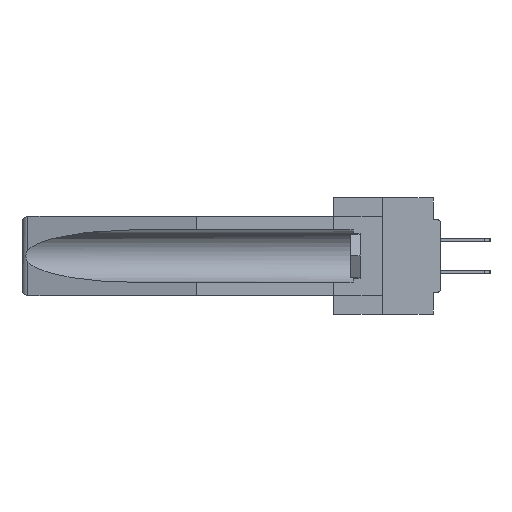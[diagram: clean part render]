
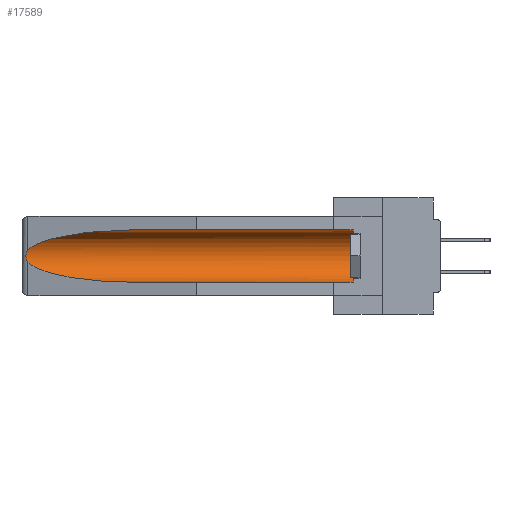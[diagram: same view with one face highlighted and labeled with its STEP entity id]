
A CAD part, left-side view. The second image highlights one B-rep face of the part: STEP entity #17589.
In plain terms, the highlighted cylindrical face has radius 2.857 mm (diameter 5.715 mm), a partial arc.
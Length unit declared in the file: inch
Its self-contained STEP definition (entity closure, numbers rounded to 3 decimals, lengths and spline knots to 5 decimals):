
#818 = CARTESIAN_POINT ( 'NONE',  ( 0.25451, 1.48313, -0.24835 ) ) ;
#1016 =( BOUNDED_CURVE ( )  B_SPLINE_CURVE ( 3, ( #37239, #19982, #8344, #2892 ),
 .UNSPECIFIED., .F., .F. ) 
 B_SPLINE_CURVE_WITH_KNOTS ( ( 4, 4 ),
 ( 4.71239, 6.08839 ),
 .UNSPECIFIED. ) 
 CURVE ( )  GEOMETRIC_REPRESENTATION_ITEM ( )  RATIONAL_B_SPLINE_CURVE ( ( 1., 0.848, 0.848, 1. ) ) 
 REPRESENTATION_ITEM ( '' )  );
#1511 = CARTESIAN_POINT ( 'NONE',  ( 0.2673, 1.5327, -0.16383 ) ) ;
#2892 = CARTESIAN_POINT ( 'NONE',  ( 0.26537, 1.52718, -0.14972 ) ) ;
#3923 = CARTESIAN_POINT ( 'NONE',  ( 0.26597, 1.52961, -0.15275 ) ) ;
#4409 = CARTESIAN_POINT ( 'NONE',  ( 0.2673, 1.53269, -0.17917 ) ) ;
#6493 = ORIENTED_EDGE ( 'NONE', *, *, #10925, .F. ) ;
#7590 = CARTESIAN_POINT ( 'NONE',  ( 0.26597, 1.5296, -0.19026 ) ) ;
#7706 = VERTEX_POINT ( 'NONE', #7719 ) ;
#7719 = CARTESIAN_POINT ( 'NONE',  ( 0.26537, 1.52718, -0.14972 ) ) ;
#8074 = ORIENTED_EDGE ( 'NONE', *, *, #9046, .T. ) ;
#8344 = CARTESIAN_POINT ( 'NONE',  ( 0.25451, 1.48313, -0.09465 ) ) ;
#8950 = ORIENTED_EDGE ( 'NONE', *, *, #18175, .T. ) ;
#9046 = EDGE_CURVE ( 'NONE', #31697, #31482, #27499, .T. ) ;
#10925 = EDGE_CURVE ( 'NONE', #28464, #20967, #17461, .T. ) ;
#10994 = DIRECTION ( 'NONE',  ( 0., 0., 1. ) ) ;
#11639 = B_SPLINE_CURVE_WITH_KNOTS ( 'NONE', 3,
 ( #27136, #3923, #16180, #1511, #13424, #33052, #4409, #15792, #7590, #36319 ),
 .UNSPECIFIED., .F., .F.,
 ( 4, 2, 2, 2, 4 ),
 ( 0., 0.00029, 0.00058, 0.00087, 0.00117 ),
 .UNSPECIFIED. ) ;
#11693 = EDGE_CURVE ( 'NONE', #31482, #7706, #1016, .T. ) ;
#13110 = CARTESIAN_POINT ( 'NONE',  ( 0.155, 1.07973, -0.284 ) ) ;
#13424 = CARTESIAN_POINT ( 'NONE',  ( 0.2675, 1.53308, -0.16763 ) ) ;
#13552 = DIRECTION ( 'NONE',  ( 0., 0., 1. ) ) ;
#14096 = DIRECTION ( 'NONE',  ( 0., 1., 0. ) ) ;
#15576 = CARTESIAN_POINT ( 'NONE',  ( 0.155, 0.126, -0.284 ) ) ;
#15792 = CARTESIAN_POINT ( 'NONE',  ( 0.26655, 1.53094, -0.18657 ) ) ;
#16180 = CARTESIAN_POINT ( 'NONE',  ( 0.26654, 1.53092, -0.15636 ) ) ;
#16978 = CARTESIAN_POINT ( 'NONE',  ( 0.155, -0.30754, -0.059 ) ) ;
#17056 = CARTESIAN_POINT ( 'NONE',  ( 0.155, 0.126, -0.059 ) ) ;
#17461 = LINE ( 'NONE', #29980, #24196 ) ;
#17589 = ADVANCED_FACE ( 'NONE', ( #23471 ), #28411, .F. ) ;
#17981 = CARTESIAN_POINT ( 'NONE',  ( 0.155, 1.07973, -0.284 ) ) ;
#18175 = EDGE_CURVE ( 'NONE', #28464, #31697, #27917, .T. ) ;
#18764 =( BOUNDED_CURVE ( )  B_SPLINE_CURVE ( 3, ( #31834, #818, #32803, #17981 ),
 .UNSPECIFIED., .F., .T. ) 
 B_SPLINE_CURVE_WITH_KNOTS ( ( 4, 4 ),
 ( 0.1948, 1.5708 ),
 .UNSPECIFIED. ) 
 CURVE ( )  GEOMETRIC_REPRESENTATION_ITEM ( )  RATIONAL_B_SPLINE_CURVE ( ( 1., 0.848, 0.848, 1. ) ) 
 REPRESENTATION_ITEM ( '' )  );
#19211 = ORIENTED_EDGE ( 'NONE', *, *, #25771, .T. ) ;
#19320 = AXIS2_PLACEMENT_3D ( 'NONE', #37148, #14096, #10994 ) ;
#19577 = CARTESIAN_POINT ( 'NONE',  ( 0.155, 1.07973, -0.059 ) ) ;
#19825 = CARTESIAN_POINT ( 'NONE',  ( 0.26537, 1.52718, -0.19328 ) ) ;
#19982 = CARTESIAN_POINT ( 'NONE',  ( 0.21114, 1.30732, -0.059 ) ) ;
#20044 = ORIENTED_EDGE ( 'NONE', *, *, #35524, .T. ) ;
#20967 = VERTEX_POINT ( 'NONE', #13110 ) ;
#21049 = VERTEX_POINT ( 'NONE', #19825 ) ;
#21524 = DIRECTION ( 'NONE',  ( 0., 1., 0. ) ) ;
#22747 = DIRECTION ( 'NONE',  ( 0., 1., 0. ) ) ;
#23471 = FACE_OUTER_BOUND ( 'NONE', #31857, .T. ) ;
#24196 = VECTOR ( 'NONE', #21524, 39.37008 ) ;
#25037 = DIRECTION ( 'NONE',  ( 0., -1., 0. ) ) ;
#25162 = CARTESIAN_POINT ( 'NONE',  ( 0.155, 0.126, -0.1715 ) ) ;
#25771 = EDGE_CURVE ( 'NONE', #21049, #20967, #18764, .T. ) ;
#27059 = VECTOR ( 'NONE', #22747, 39.37008 ) ;
#27136 = CARTESIAN_POINT ( 'NONE',  ( 0.26537, 1.52718, -0.14972 ) ) ;
#27303 = AXIS2_PLACEMENT_3D ( 'NONE', #25162, #25037, #13552 ) ;
#27499 = LINE ( 'NONE', #16978, #27059 ) ;
#27917 = CIRCLE ( 'NONE', #27303, 0.1125 ) ;
#28411 = CYLINDRICAL_SURFACE ( 'NONE', #19320, 0.1125 ) ;
#28464 = VERTEX_POINT ( 'NONE', #15576 ) ;
#29980 = CARTESIAN_POINT ( 'NONE',  ( 0.155, -0.30754, -0.284 ) ) ;
#31482 = VERTEX_POINT ( 'NONE', #19577 ) ;
#31697 = VERTEX_POINT ( 'NONE', #17056 ) ;
#31834 = CARTESIAN_POINT ( 'NONE',  ( 0.26537, 1.52718, -0.19328 ) ) ;
#31857 = EDGE_LOOP ( 'NONE', ( #37121, #20044, #19211, #6493, #8950, #8074 ) ) ;
#32803 = CARTESIAN_POINT ( 'NONE',  ( 0.21114, 1.30732, -0.284 ) ) ;
#33052 = CARTESIAN_POINT ( 'NONE',  ( 0.2675, 1.53308, -0.17534 ) ) ;
#35524 = EDGE_CURVE ( 'NONE', #7706, #21049, #11639, .T. ) ;
#36319 = CARTESIAN_POINT ( 'NONE',  ( 0.26537, 1.52718, -0.19328 ) ) ;
#37121 = ORIENTED_EDGE ( 'NONE', *, *, #11693, .T. ) ;
#37148 = CARTESIAN_POINT ( 'NONE',  ( 0.155, -0.30754, -0.1715 ) ) ;
#37239 = CARTESIAN_POINT ( 'NONE',  ( 0.155, 1.07973, -0.059 ) ) ;
